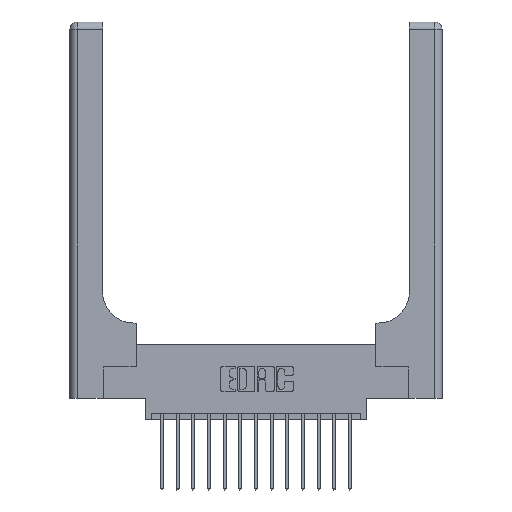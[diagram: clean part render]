
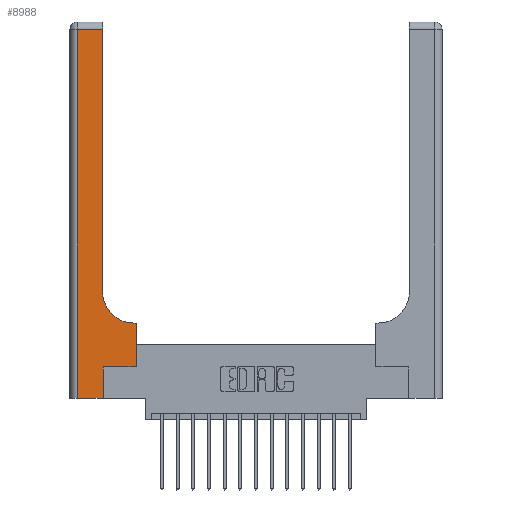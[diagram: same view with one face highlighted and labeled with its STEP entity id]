
A CAD part, top view. The second image highlights one B-rep face of the part: STEP entity #8988.
In plain terms, the highlighted planar face has unit normal (0, 0, 1).
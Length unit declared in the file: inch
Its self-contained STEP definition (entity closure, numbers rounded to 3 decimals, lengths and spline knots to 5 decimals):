
#145 = DIRECTION ( 'NONE',  ( 0., -1., 0. ) ) ;
#759 = ORIENTED_EDGE ( 'NONE', *, *, #9732, .T. ) ;
#912 = ORIENTED_EDGE ( 'NONE', *, *, #17444, .T. ) ;
#1369 = LINE ( 'NONE', #6987, #7156 ) ;
#1751 = ORIENTED_EDGE ( 'NONE', *, *, #10926, .T. ) ;
#1827 = CARTESIAN_POINT ( 'NONE',  ( 0.528, 0.6, 0.37 ) ) ;
#2240 = DIRECTION ( 'NONE',  ( -1., 0., 0. ) ) ;
#2459 = ORIENTED_EDGE ( 'NONE', *, *, #15831, .T. ) ;
#2493 = CARTESIAN_POINT ( 'NONE',  ( 0.26, 3., 0.37 ) ) ;
#3082 = VERTEX_POINT ( 'NONE', #4827 ) ;
#3158 = CARTESIAN_POINT ( 'NONE',  ( 0.265, 0.25, 0.37 ) ) ;
#3176 = CARTESIAN_POINT ( 'NONE',  ( 0.265, 0.25, 0.37 ) ) ;
#3184 = LINE ( 'NONE', #11389, #15529 ) ;
#3523 = VECTOR ( 'NONE', #17336, 39.37008 ) ;
#3629 = CARTESIAN_POINT ( 'NONE',  ( 0.06, 0., 0.37 ) ) ;
#4129 = CARTESIAN_POINT ( 'NONE',  ( 0.265, 0., 0.37 ) ) ;
#4379 = AXIS2_PLACEMENT_3D ( 'NONE', #8425, #6862, #16688 ) ;
#4406 = AXIS2_PLACEMENT_3D ( 'NONE', #17492, #16132, #2240 ) ;
#4532 = VERTEX_POINT ( 'NONE', #7643 ) ;
#4827 = CARTESIAN_POINT ( 'NONE',  ( 0.528, 0.25, 0.37 ) ) ;
#4927 = VECTOR ( 'NONE', #14152, 39.37008 ) ;
#4936 = CARTESIAN_POINT ( 'NONE',  ( 0., 0., 0.37 ) ) ;
#4970 = LINE ( 'NONE', #9140, #7404 ) ;
#5388 = ORIENTED_EDGE ( 'NONE', *, *, #12473, .T. ) ;
#5605 = DIRECTION ( 'NONE',  ( 0., 1., 0. ) ) ;
#5610 = EDGE_LOOP ( 'NONE', ( #2459, #912, #5388, #12784, #9427, #7079, #759, #1751, #14232 ) ) ;
#6420 = CIRCLE ( 'NONE', #4379, 0.25 ) ;
#6862 = DIRECTION ( 'NONE',  ( 0., 0., -1. ) ) ;
#6987 = CARTESIAN_POINT ( 'NONE',  ( 0.528, 0.25, 0.37 ) ) ;
#7079 = ORIENTED_EDGE ( 'NONE', *, *, #18112, .T. ) ;
#7156 = VECTOR ( 'NONE', #5605, 39.37008 ) ;
#7404 = VECTOR ( 'NONE', #13518, 39.37008 ) ;
#7643 = CARTESIAN_POINT ( 'NONE',  ( 0.51, 0.6, 0.37 ) ) ;
#8425 = CARTESIAN_POINT ( 'NONE',  ( 0.51, 0.85, 0.37 ) ) ;
#8449 = LINE ( 'NONE', #4129, #4927 ) ;
#8662 = EDGE_CURVE ( 'NONE', #4532, #18068, #6420, .T. ) ;
#8820 = VERTEX_POINT ( 'NONE', #13003 ) ;
#8988 = ADVANCED_FACE ( 'NONE', ( #16314 ), #13462, .F. ) ;
#9140 = CARTESIAN_POINT ( 'NONE',  ( 0., 2.94, 0.37 ) ) ;
#9172 = VECTOR ( 'NONE', #11148, 39.37008 ) ;
#9284 = LINE ( 'NONE', #4936, #3523 ) ;
#9427 = ORIENTED_EDGE ( 'NONE', *, *, #11249, .T. ) ;
#9526 = LINE ( 'NONE', #2493, #9172 ) ;
#9732 = EDGE_CURVE ( 'NONE', #3082, #13422, #1369, .T. ) ;
#10248 = VERTEX_POINT ( 'NONE', #3629 ) ;
#10926 = EDGE_CURVE ( 'NONE', #13422, #4532, #11241, .T. ) ;
#11028 = CARTESIAN_POINT ( 'NONE',  ( 0.26, 0.85, 0.37 ) ) ;
#11148 = DIRECTION ( 'NONE',  ( 0., 1., 0. ) ) ;
#11206 = LINE ( 'NONE', #3158, #13269 ) ;
#11241 = LINE ( 'NONE', #11600, #15241 ) ;
#11249 = EDGE_CURVE ( 'NONE', #13829, #16375, #8449, .T. ) ;
#11303 = CARTESIAN_POINT ( 'NONE',  ( 0.265, 0., 0.37 ) ) ;
#11389 = CARTESIAN_POINT ( 'NONE',  ( 0.06, 3., 0.37 ) ) ;
#11600 = CARTESIAN_POINT ( 'NONE',  ( 0.26, 0.6, 0.37 ) ) ;
#12473 = EDGE_CURVE ( 'NONE', #8820, #10248, #3184, .T. ) ;
#12690 = DIRECTION ( 'NONE',  ( -1., 0., 0. ) ) ;
#12721 = VERTEX_POINT ( 'NONE', #17866 ) ;
#12784 = ORIENTED_EDGE ( 'NONE', *, *, #13867, .T. ) ;
#13003 = CARTESIAN_POINT ( 'NONE',  ( 0.06, 2.94, 0.37 ) ) ;
#13269 = VECTOR ( 'NONE', #17137, 39.37008 ) ;
#13422 = VERTEX_POINT ( 'NONE', #1827 ) ;
#13462 = PLANE ( 'NONE',  #4406 ) ;
#13518 = DIRECTION ( 'NONE',  ( -1., 0., 0. ) ) ;
#13829 = VERTEX_POINT ( 'NONE', #11303 ) ;
#13867 = EDGE_CURVE ( 'NONE', #10248, #13829, #9284, .T. ) ;
#14152 = DIRECTION ( 'NONE',  ( 0., 1., 0. ) ) ;
#14232 = ORIENTED_EDGE ( 'NONE', *, *, #8662, .T. ) ;
#15241 = VECTOR ( 'NONE', #12690, 39.37008 ) ;
#15529 = VECTOR ( 'NONE', #145, 39.37008 ) ;
#15831 = EDGE_CURVE ( 'NONE', #18068, #12721, #9526, .T. ) ;
#16132 = DIRECTION ( 'NONE',  ( 0., 0., -1. ) ) ;
#16314 = FACE_OUTER_BOUND ( 'NONE', #5610, .T. ) ;
#16375 = VERTEX_POINT ( 'NONE', #3176 ) ;
#16688 = DIRECTION ( 'NONE',  ( 1., 0., 0. ) ) ;
#17137 = DIRECTION ( 'NONE',  ( 1., 0., 0. ) ) ;
#17336 = DIRECTION ( 'NONE',  ( 1., 0., 0. ) ) ;
#17444 = EDGE_CURVE ( 'NONE', #12721, #8820, #4970, .T. ) ;
#17492 = CARTESIAN_POINT ( 'NONE',  ( 0., 3., 0.37 ) ) ;
#17866 = CARTESIAN_POINT ( 'NONE',  ( 0.26, 2.94, 0.37 ) ) ;
#18068 = VERTEX_POINT ( 'NONE', #11028 ) ;
#18112 = EDGE_CURVE ( 'NONE', #16375, #3082, #11206, .T. ) ;
